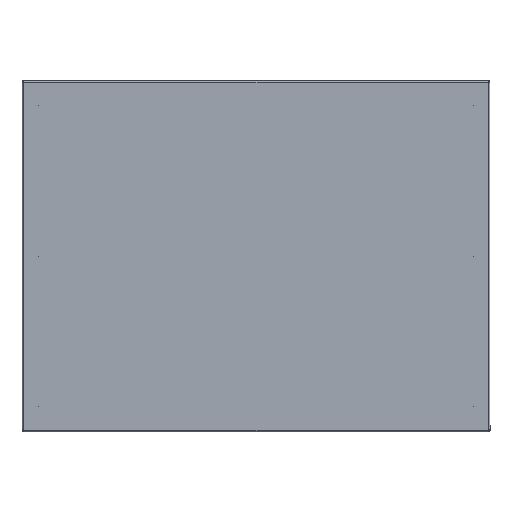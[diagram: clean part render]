
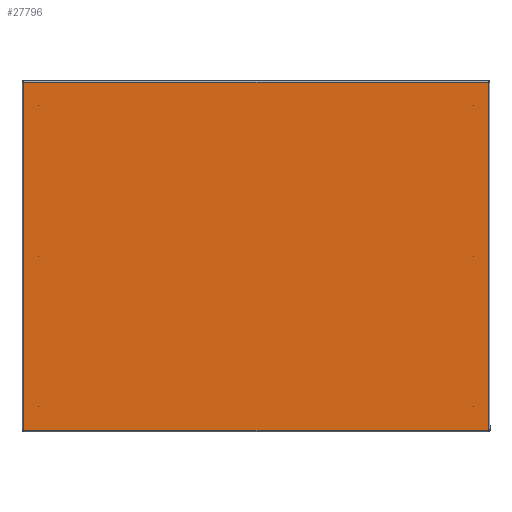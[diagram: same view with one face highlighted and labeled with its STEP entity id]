
A CAD part, front view. The second image highlights one B-rep face of the part: STEP entity #27796.
In plain terms, the highlighted planar face has unit normal (0, -1, 0).
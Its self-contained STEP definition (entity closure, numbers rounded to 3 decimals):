
#2602=LINE('',#48649,#4388);
#2613=LINE('',#48737,#4399);
#2624=LINE('',#48825,#4410);
#2635=LINE('',#48913,#4421);
#2637=LINE('',#48938,#4423);
#2640=LINE('',#48944,#4426);
#2641=LINE('',#48945,#4427);
#2642=LINE('',#48947,#4428);
#2643=LINE('',#48948,#4429);
#2644=LINE('',#48950,#4430);
#2645=LINE('',#48951,#4431);
#2646=LINE('',#48952,#4432);
#4388=VECTOR('',#37558,794.29);
#4399=VECTOR('',#37595,594.29);
#4410=VECTOR('',#37632,594.29);
#4421=VECTOR('',#37669,794.29);
#4423=VECTOR('',#37675,0.355);
#4426=VECTOR('',#37680,0.355);
#4427=VECTOR('',#37681,0.355);
#4428=VECTOR('',#37682,0.355);
#4429=VECTOR('',#37683,0.355);
#4430=VECTOR('',#37684,0.355);
#4431=VECTOR('',#37685,0.355);
#4432=VECTOR('',#37686,0.355);
#7117=FACE_OUTER_BOUND('',#9212,.T.);
#9212=EDGE_LOOP('',(#23420,#23421,#23422,#23423,#23424,#23425,#23426,#23427,
#23428,#23429,#23430,#23431));
#12683=VERTEX_POINT('',#48599);
#12688=VERTEX_POINT('',#48625);
#12695=VERTEX_POINT('',#48687);
#12700=VERTEX_POINT('',#48713);
#12707=VERTEX_POINT('',#48775);
#12712=VERTEX_POINT('',#48801);
#12719=VERTEX_POINT('',#48863);
#12724=VERTEX_POINT('',#48889);
#12725=VERTEX_POINT('',#48937);
#12727=VERTEX_POINT('',#48943);
#12728=VERTEX_POINT('',#48946);
#12729=VERTEX_POINT('',#48949);
#16256=EDGE_CURVE('',#12683,#12688,#2602,.T.);
#16277=EDGE_CURVE('',#12695,#12700,#2613,.T.);
#16298=EDGE_CURVE('',#12707,#12712,#2624,.T.);
#16319=EDGE_CURVE('',#12719,#12724,#2635,.T.);
#16322=EDGE_CURVE('',#12725,#12683,#2637,.T.);
#16325=EDGE_CURVE('',#12688,#12727,#2640,.T.);
#16326=EDGE_CURVE('',#12727,#12695,#2641,.T.);
#16327=EDGE_CURVE('',#12700,#12728,#2642,.T.);
#16328=EDGE_CURVE('',#12728,#12719,#2643,.T.);
#16329=EDGE_CURVE('',#12724,#12729,#2644,.T.);
#16330=EDGE_CURVE('',#12729,#12707,#2645,.T.);
#16331=EDGE_CURVE('',#12712,#12725,#2646,.T.);
#23420=ORIENTED_EDGE('',*,*,#16256,.T.);
#23421=ORIENTED_EDGE('',*,*,#16325,.T.);
#23422=ORIENTED_EDGE('',*,*,#16326,.T.);
#23423=ORIENTED_EDGE('',*,*,#16277,.T.);
#23424=ORIENTED_EDGE('',*,*,#16327,.T.);
#23425=ORIENTED_EDGE('',*,*,#16328,.T.);
#23426=ORIENTED_EDGE('',*,*,#16319,.T.);
#23427=ORIENTED_EDGE('',*,*,#16329,.T.);
#23428=ORIENTED_EDGE('',*,*,#16330,.T.);
#23429=ORIENTED_EDGE('',*,*,#16298,.T.);
#23430=ORIENTED_EDGE('',*,*,#16331,.T.);
#23431=ORIENTED_EDGE('',*,*,#16322,.T.);
#24600=PLANE('',#30529);
#27796=ADVANCED_FACE('',(#7117),#24600,.F.);
#30529=AXIS2_PLACEMENT_3D('',#48942,#37678,#37679);
#37558=DIRECTION('',(1.,0.,0.));
#37595=DIRECTION('',(0.,0.,1.));
#37632=DIRECTION('',(0.,0.,-1.));
#37669=DIRECTION('',(-1.,0.,0.));
#37675=DIRECTION('',(0.,0.,-1.));
#37678=DIRECTION('center_axis',(0.,1.,0.));
#37679=DIRECTION('ref_axis',(0.,0.,1.));
#37680=DIRECTION('',(0.,0.,1.));
#37681=DIRECTION('',(1.,0.,0.));
#37682=DIRECTION('',(-1.,0.,0.));
#37683=DIRECTION('',(0.,0.,1.));
#37684=DIRECTION('',(0.,0.,-1.));
#37685=DIRECTION('',(-1.,0.,0.));
#37686=DIRECTION('',(1.,0.,0.));
#48599=CARTESIAN_POINT('',(-397.145,0.,-297.5));
#48625=CARTESIAN_POINT('',(397.145,0.,-297.5));
#48649=CARTESIAN_POINT('',(-198.75,0.,-297.5));
#48687=CARTESIAN_POINT('',(397.5,0.,-297.145));
#48713=CARTESIAN_POINT('',(397.5,0.,297.145));
#48737=CARTESIAN_POINT('',(397.5,0.,-148.75));
#48775=CARTESIAN_POINT('',(-397.5,0.,297.145));
#48801=CARTESIAN_POINT('',(-397.5,0.,-297.145));
#48825=CARTESIAN_POINT('',(-397.5,0.,148.75));
#48863=CARTESIAN_POINT('',(397.145,0.,297.5));
#48889=CARTESIAN_POINT('',(-397.145,0.,297.5));
#48913=CARTESIAN_POINT('',(198.75,0.,297.5));
#48937=CARTESIAN_POINT('',(-397.145,0.,-297.145));
#48938=CARTESIAN_POINT('',(-397.145,0.,-148.572));
#48942=CARTESIAN_POINT('Origin',(0.,0.,0.));
#48943=CARTESIAN_POINT('',(397.145,0.,-297.145));
#48944=CARTESIAN_POINT('',(397.145,0.,-149.822));
#48945=CARTESIAN_POINT('',(198.572,0.,-297.145));
#48946=CARTESIAN_POINT('',(397.145,0.,297.145));
#48947=CARTESIAN_POINT('',(199.822,0.,297.145));
#48948=CARTESIAN_POINT('',(397.145,0.,148.572));
#48949=CARTESIAN_POINT('',(-397.145,0.,297.145));
#48950=CARTESIAN_POINT('',(-397.145,0.,149.822));
#48951=CARTESIAN_POINT('',(-198.572,0.,297.145));
#48952=CARTESIAN_POINT('',(-199.822,0.,-297.145));
